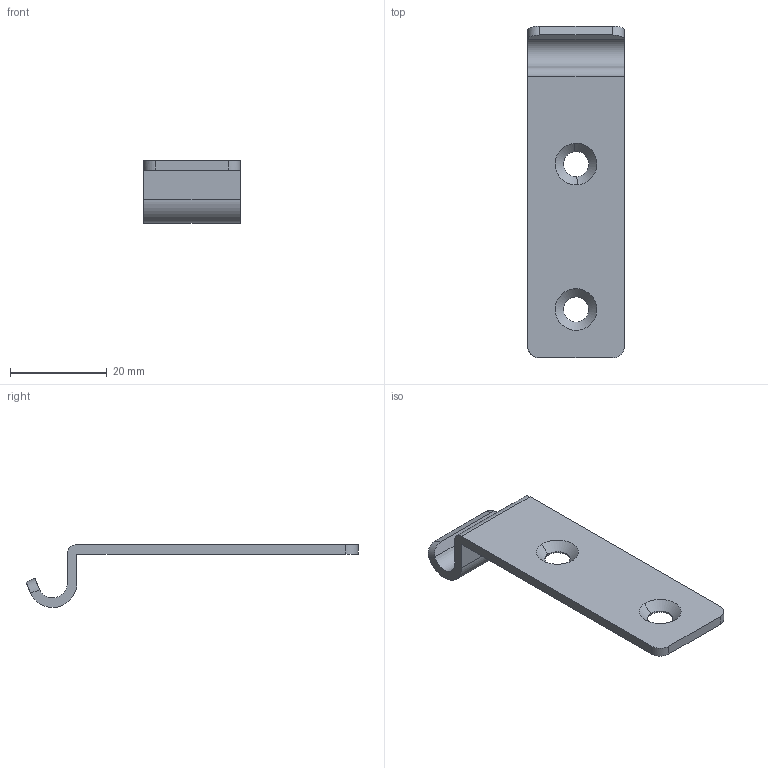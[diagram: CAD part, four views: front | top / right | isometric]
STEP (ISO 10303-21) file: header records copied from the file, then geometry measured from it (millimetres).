
FILE_DESCRIPTION((''),'2;1');
FILE_NAME('','2005-07-15T14:41:49',(''),(''),'','CADfix','');
FILE_SCHEMA(('AUTOMOTIVE_DESIGN'));
Length unit declared in the file: millimetre
Products named in the file (1): keeper
Bounding box: 20 x 68.5 x 12.99 mm (x, y, z)
Volume: 3002.5 mm3; surface area: 3487.4 mm2
Topology: 1 solids, 1 shells, 25 faces, 79 edges, 56 vertices
Faces by surface type: bspline 25
Entity records: 928 total; most frequent: CARTESIAN_POINT 481, ORIENTED_EDGE 158, EDGE_CURVE 79, VERTEX_POINT 56, QUASI_UNIFORM_CURVE 39, EDGE_LOOP 29, FACE_OUTER_BOUND 25, ADVANCED_FACE 25
